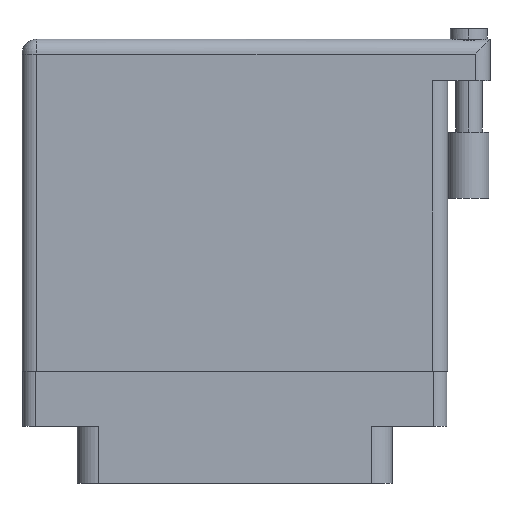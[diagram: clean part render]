
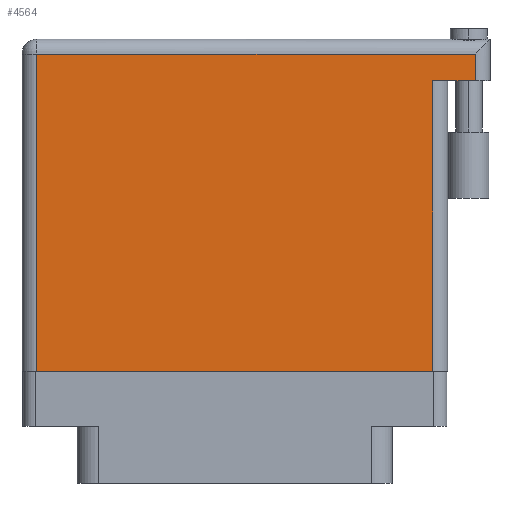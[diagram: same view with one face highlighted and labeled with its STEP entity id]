
A CAD part, front view. The second image highlights one B-rep face of the part: STEP entity #4564.
In plain terms, the highlighted face is planar.
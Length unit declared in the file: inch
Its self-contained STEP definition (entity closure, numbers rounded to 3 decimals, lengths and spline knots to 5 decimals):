
#21 = CARTESIAN_POINT ( 'NONE',  ( 2.138, 1.496, 0. ) ) ;
#612 = CARTESIAN_POINT ( 'NONE',  ( 0.07, 1.496, 0. ) ) ;
#2138 = CARTESIAN_POINT ( 'NONE',  ( 1.938, 1.369, 0. ) ) ;
#3232 = DIRECTION ( 'NONE',  ( -1., 0., 0. ) ) ;
#3861 = VECTOR ( 'NONE', #25033, 39.37008 ) ;
#4564 = ADVANCED_FACE ( 'NONE', ( #30178 ), #11862, .F. ) ;
#4831 = CARTESIAN_POINT ( 'NONE',  ( 2.138, 1.369, 0. ) ) ;
#5024 = LINE ( 'NONE', #34840, #13895 ) ;
#5322 = EDGE_CURVE ( 'NONE', #37447, #25543, #29667, .T. ) ;
#7313 = CARTESIAN_POINT ( 'NONE',  ( 0.07, 0., 0. ) ) ;
#7858 = VECTOR ( 'NONE', #23297, 39.37008 ) ;
#8170 = DIRECTION ( 'NONE',  ( 0., -1., 0. ) ) ;
#8491 = ORIENTED_EDGE ( 'NONE', *, *, #20497, .T. ) ;
#9945 = DIRECTION ( 'NONE',  ( 0., 1., 0. ) ) ;
#10934 = ORIENTED_EDGE ( 'NONE', *, *, #37867, .T. ) ;
#11862 = PLANE ( 'NONE',  #15335 ) ;
#12069 = ORIENTED_EDGE ( 'NONE', *, *, #31396, .T. ) ;
#13011 = EDGE_LOOP ( 'NONE', ( #22571, #8491, #38133, #18607, #10934, #12069 ) ) ;
#13228 = VECTOR ( 'NONE', #9945, 39.37008 ) ;
#13531 = LINE ( 'NONE', #35151, #7858 ) ;
#13895 = VECTOR ( 'NONE', #8170, 39.37008 ) ;
#14717 = VERTEX_POINT ( 'NONE', #4831 ) ;
#15197 = VECTOR ( 'NONE', #34986, 39.37008 ) ;
#15335 = AXIS2_PLACEMENT_3D ( 'NONE', #32822, #23855, #3232 ) ;
#18167 = VERTEX_POINT ( 'NONE', #21 ) ;
#18607 = ORIENTED_EDGE ( 'NONE', *, *, #33776, .T. ) ;
#19764 = LINE ( 'NONE', #37157, #3861 ) ;
#20497 = EDGE_CURVE ( 'NONE', #25543, #30801, #13531, .T. ) ;
#20672 = VECTOR ( 'NONE', #35459, 39.37008 ) ;
#21099 = LINE ( 'NONE', #35336, #20672 ) ;
#21881 = CARTESIAN_POINT ( 'NONE',  ( 2.138, 1.566, 0. ) ) ;
#22410 = CARTESIAN_POINT ( 'NONE',  ( 1.938, 0., 0. ) ) ;
#22571 = ORIENTED_EDGE ( 'NONE', *, *, #5322, .T. ) ;
#23297 = DIRECTION ( 'NONE',  ( 0., 1., 0. ) ) ;
#23855 = DIRECTION ( 'NONE',  ( 0., 0., -1. ) ) ;
#25033 = DIRECTION ( 'NONE',  ( -1., 0., 0. ) ) ;
#25543 = VERTEX_POINT ( 'NONE', #22410 ) ;
#29667 = LINE ( 'NONE', #31958, #15197 ) ;
#30178 = FACE_OUTER_BOUND ( 'NONE', #13011, .T. ) ;
#30442 = LINE ( 'NONE', #21881, #13228 ) ;
#30801 = VERTEX_POINT ( 'NONE', #2138 ) ;
#31396 = EDGE_CURVE ( 'NONE', #33405, #37447, #5024, .T. ) ;
#31958 = CARTESIAN_POINT ( 'NONE',  ( 0., 0., 0. ) ) ;
#32822 = CARTESIAN_POINT ( 'NONE',  ( 0., 1.566, 0. ) ) ;
#33405 = VERTEX_POINT ( 'NONE', #612 ) ;
#33776 = EDGE_CURVE ( 'NONE', #14717, #18167, #30442, .T. ) ;
#34732 = EDGE_CURVE ( 'NONE', #14717, #30801, #21099, .T. ) ;
#34840 = CARTESIAN_POINT ( 'NONE',  ( 0.07, 0., 0. ) ) ;
#34986 = DIRECTION ( 'NONE',  ( 1., 0., 0. ) ) ;
#35151 = CARTESIAN_POINT ( 'NONE',  ( 1.938, 1.369, 0. ) ) ;
#35336 = CARTESIAN_POINT ( 'NONE',  ( 2.208, 1.369, 0. ) ) ;
#35459 = DIRECTION ( 'NONE',  ( -1., 0., 0. ) ) ;
#37157 = CARTESIAN_POINT ( 'NONE',  ( 0., 1.496, 0. ) ) ;
#37447 = VERTEX_POINT ( 'NONE', #7313 ) ;
#37867 = EDGE_CURVE ( 'NONE', #18167, #33405, #19764, .T. ) ;
#38133 = ORIENTED_EDGE ( 'NONE', *, *, #34732, .F. ) ;
